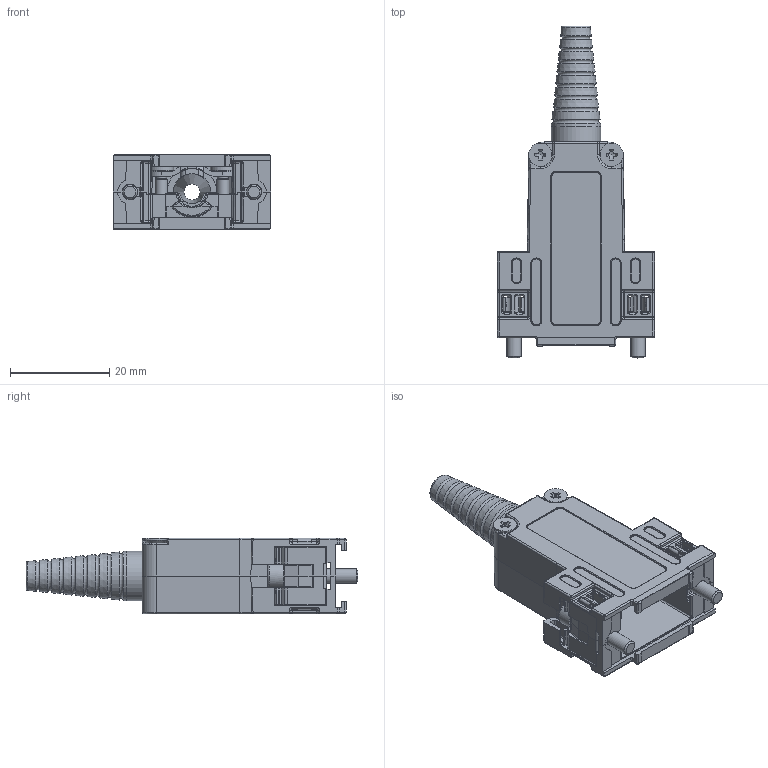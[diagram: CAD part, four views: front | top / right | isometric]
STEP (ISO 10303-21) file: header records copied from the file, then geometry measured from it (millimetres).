
FILE_DESCRIPTION(/* description */ (''),/* implementation_level */ '2;1');
FILE_NAME(/* name */ '2170901DCN18001-BG_01.stp',/* time_stamp */ '2021-11-17T17:25:16+01:00',/* author */ (''),/* organization */ (''),/* preprocessor_version */ 'ST-DEVELOPER v18.1',/* originating_system */ 'SIEMENS PLM Software NX 1980',/* authorisation */ '');
FILE_SCHEMA (('AUTOMOTIVE_DESIGN { 1 0 10303 214 3 1 1 1 }'));
Products named in the file (10): 2170020-T_02_Kabelreduzierung_GR1; 56625W; 5518K3A2-T_03; 2170010-T_02_Kabelklemme_Gr1; 2170030-T_03_Halteblech_GR1; 5659DC; 2170050-T_01_KT_GR1; 217094DCN-T_10_OT_PVH_Steg; 217093DCN-T_10_UT_PVH_Steg; 2170901DCN18001-BG_01
Assembly tree (13 placements, depth 2):
  2170901DCN18001-BG_01
    217093DCN-T_10_UT_PVH_Steg
    217094DCN-T_10_OT_PVH_Steg
    2170050-T_01_KT_GR1
    5659DC  x2
    2170030-T_03_Halteblech_GR1  x2
    2170010-T_02_Kabelklemme_Gr1
    5518K3A2-T_03  x2
    56625W  x2
    2170020-T_02_Kabelreduzierung_GR1
Bounding box: 31.87 x 66.97 x 15.2 mm (x, y, z)
Volume: 7132.9 mm3; surface area: 11679.4 mm2
Topology: 21 solids, 21 shells, 2584 faces, 6530 edges, 3831 vertices
Faces by surface type: cylinder 913, plane 863, bspline 349, sphere 204, cone 112, torus 73, extrusion 70
Full cylindrical faces by diameter (mm): 2.2 x2, 2.25 x2, 2.3 x2, 2.5 x4, 2.6 x2, 2.65 x2, 3 x2, 4.7 x2, 5 x4, 7.5 x1, 10 x1
Entity records: 79723 total; most frequent: CARTESIAN_POINT 24801, ORIENTED_EDGE 11510, DIRECTION 11208, EDGE_CURVE 5755, AXIS2_PLACEMENT_3D 4238, VERTEX_POINT 3476, VECTOR 2732, LINE 2662
